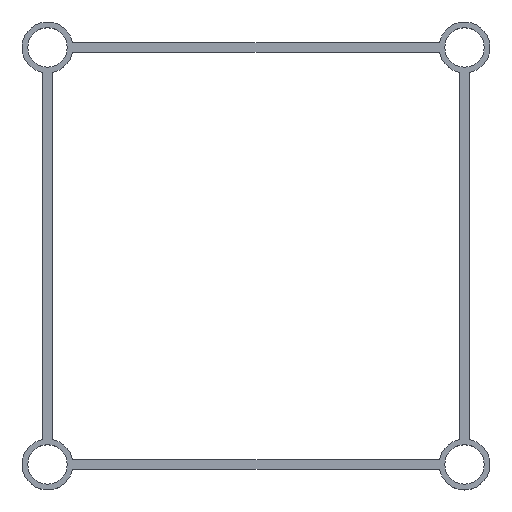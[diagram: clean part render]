
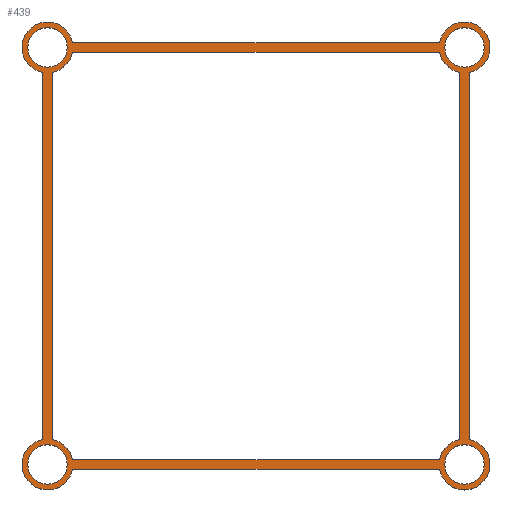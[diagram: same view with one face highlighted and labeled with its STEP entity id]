
A CAD part, top view. The second image highlights one B-rep face of the part: STEP entity #439.
In plain terms, the highlighted planar face has unit normal (0, 0, 1).
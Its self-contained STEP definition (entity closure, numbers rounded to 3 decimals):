
#33=FACE_BOUND('',#87,.T.);
#34=FACE_BOUND('',#88,.T.);
#35=FACE_BOUND('',#89,.T.);
#36=FACE_BOUND('',#90,.T.);
#37=FACE_BOUND('',#91,.T.);
#59=FACE_OUTER_BOUND('',#86,.T.);
#86=EDGE_LOOP('',(#388,#389,#390,#391,#392,#393,#394,#395));
#87=EDGE_LOOP('',(#396));
#88=EDGE_LOOP('',(#397));
#89=EDGE_LOOP('',(#398));
#90=EDGE_LOOP('',(#399));
#91=EDGE_LOOP('',(#400,#401,#402,#403,#404,#405,#406,#407));
#104=CIRCLE('',#456,4.25);
#105=CIRCLE('',#458,4.25);
#106=CIRCLE('',#460,4.25);
#107=CIRCLE('',#462,4.25);
#108=CIRCLE('',#464,5.5);
#109=CIRCLE('',#467,5.5);
#110=CIRCLE('',#470,5.5);
#111=CIRCLE('',#473,5.5);
#112=CIRCLE('',#476,5.5);
#113=CIRCLE('',#479,5.5);
#114=CIRCLE('',#482,5.5);
#115=CIRCLE('',#485,5.5);
#130=LINE('',#684,#166);
#133=LINE('',#692,#169);
#136=LINE('',#700,#172);
#139=LINE('',#707,#175);
#142=LINE('',#716,#178);
#145=LINE('',#724,#181);
#148=LINE('',#732,#184);
#151=LINE('',#739,#187);
#166=VECTOR('',#552,10.);
#169=VECTOR('',#561,10.);
#172=VECTOR('',#570,10.);
#175=VECTOR('',#579,10.);
#178=VECTOR('',#588,10.);
#181=VECTOR('',#597,10.);
#184=VECTOR('',#606,10.);
#187=VECTOR('',#615,10.);
#208=VERTEX_POINT('',#661);
#209=VERTEX_POINT('',#665);
#210=VERTEX_POINT('',#669);
#211=VERTEX_POINT('',#673);
#212=VERTEX_POINT('',#677);
#213=VERTEX_POINT('',#679);
#214=VERTEX_POINT('',#683);
#215=VERTEX_POINT('',#687);
#216=VERTEX_POINT('',#691);
#217=VERTEX_POINT('',#695);
#218=VERTEX_POINT('',#699);
#219=VERTEX_POINT('',#703);
#220=VERTEX_POINT('',#709);
#221=VERTEX_POINT('',#711);
#222=VERTEX_POINT('',#715);
#223=VERTEX_POINT('',#719);
#224=VERTEX_POINT('',#723);
#225=VERTEX_POINT('',#727);
#226=VERTEX_POINT('',#731);
#227=VERTEX_POINT('',#735);
#249=EDGE_CURVE('',#208,#208,#104,.T.);
#251=EDGE_CURVE('',#209,#209,#105,.T.);
#253=EDGE_CURVE('',#210,#210,#106,.T.);
#255=EDGE_CURVE('',#211,#211,#107,.T.);
#257=EDGE_CURVE('',#213,#212,#108,.T.);
#259=EDGE_CURVE('',#214,#213,#130,.T.);
#261=EDGE_CURVE('',#215,#214,#109,.T.);
#263=EDGE_CURVE('',#216,#215,#133,.T.);
#265=EDGE_CURVE('',#217,#216,#110,.T.);
#267=EDGE_CURVE('',#218,#217,#136,.T.);
#269=EDGE_CURVE('',#219,#218,#111,.T.);
#271=EDGE_CURVE('',#212,#219,#139,.T.);
#273=EDGE_CURVE('',#221,#220,#112,.T.);
#275=EDGE_CURVE('',#222,#221,#142,.T.);
#277=EDGE_CURVE('',#223,#222,#113,.T.);
#279=EDGE_CURVE('',#224,#223,#145,.T.);
#281=EDGE_CURVE('',#225,#224,#114,.T.);
#283=EDGE_CURVE('',#226,#225,#148,.T.);
#285=EDGE_CURVE('',#227,#226,#115,.T.);
#287=EDGE_CURVE('',#220,#227,#151,.T.);
#388=ORIENTED_EDGE('',*,*,#287,.T.);
#389=ORIENTED_EDGE('',*,*,#285,.T.);
#390=ORIENTED_EDGE('',*,*,#283,.T.);
#391=ORIENTED_EDGE('',*,*,#281,.T.);
#392=ORIENTED_EDGE('',*,*,#279,.T.);
#393=ORIENTED_EDGE('',*,*,#277,.T.);
#394=ORIENTED_EDGE('',*,*,#275,.T.);
#395=ORIENTED_EDGE('',*,*,#273,.T.);
#396=ORIENTED_EDGE('',*,*,#249,.T.);
#397=ORIENTED_EDGE('',*,*,#251,.T.);
#398=ORIENTED_EDGE('',*,*,#253,.T.);
#399=ORIENTED_EDGE('',*,*,#255,.T.);
#400=ORIENTED_EDGE('',*,*,#271,.T.);
#401=ORIENTED_EDGE('',*,*,#269,.T.);
#402=ORIENTED_EDGE('',*,*,#267,.T.);
#403=ORIENTED_EDGE('',*,*,#265,.T.);
#404=ORIENTED_EDGE('',*,*,#263,.T.);
#405=ORIENTED_EDGE('',*,*,#261,.T.);
#406=ORIENTED_EDGE('',*,*,#259,.T.);
#407=ORIENTED_EDGE('',*,*,#257,.T.);
#417=PLANE('',#487);
#439=ADVANCED_FACE('',(#59,#33,#34,#35,#36,#37),#417,.T.);
#456=AXIS2_PLACEMENT_3D('',#663,#527,#528);
#458=AXIS2_PLACEMENT_3D('',#667,#532,#533);
#460=AXIS2_PLACEMENT_3D('',#671,#537,#538);
#462=AXIS2_PLACEMENT_3D('',#675,#542,#543);
#464=AXIS2_PLACEMENT_3D('',#680,#547,#548);
#467=AXIS2_PLACEMENT_3D('',#688,#556,#557);
#470=AXIS2_PLACEMENT_3D('',#696,#565,#566);
#473=AXIS2_PLACEMENT_3D('',#704,#574,#575);
#476=AXIS2_PLACEMENT_3D('',#712,#583,#584);
#479=AXIS2_PLACEMENT_3D('',#720,#592,#593);
#482=AXIS2_PLACEMENT_3D('',#728,#601,#602);
#485=AXIS2_PLACEMENT_3D('',#736,#610,#611);
#487=AXIS2_PLACEMENT_3D('',#740,#616,#617);
#527=DIRECTION('center_axis',(0.,0.,-1.));
#528=DIRECTION('ref_axis',(1.,0.,0.));
#532=DIRECTION('center_axis',(0.,0.,-1.));
#533=DIRECTION('ref_axis',(1.,0.,0.));
#537=DIRECTION('center_axis',(0.,0.,-1.));
#538=DIRECTION('ref_axis',(1.,0.,0.));
#542=DIRECTION('center_axis',(0.,0.,-1.));
#543=DIRECTION('ref_axis',(1.,0.,0.));
#547=DIRECTION('center_axis',(0.,0.,1.));
#548=DIRECTION('ref_axis',(1.,0.,0.));
#552=DIRECTION('',(0.,1.,0.));
#556=DIRECTION('center_axis',(0.,0.,1.));
#557=DIRECTION('ref_axis',(1.,0.,0.));
#561=DIRECTION('',(-1.,0.,0.));
#565=DIRECTION('center_axis',(0.,0.,1.));
#566=DIRECTION('ref_axis',(1.,0.,0.));
#570=DIRECTION('',(0.,-1.,0.));
#574=DIRECTION('center_axis',(0.,0.,1.));
#575=DIRECTION('ref_axis',(1.,0.,0.));
#579=DIRECTION('',(1.,0.,0.));
#583=DIRECTION('center_axis',(0.,0.,1.));
#584=DIRECTION('ref_axis',(1.,0.,0.));
#588=DIRECTION('',(0.,1.,0.));
#592=DIRECTION('center_axis',(0.,0.,1.));
#593=DIRECTION('ref_axis',(1.,0.,0.));
#597=DIRECTION('',(1.,0.,0.));
#601=DIRECTION('center_axis',(0.,0.,1.));
#602=DIRECTION('ref_axis',(1.,0.,0.));
#606=DIRECTION('',(0.,-1.,0.));
#610=DIRECTION('center_axis',(0.,0.,1.));
#611=DIRECTION('ref_axis',(1.,0.,0.));
#615=DIRECTION('',(-1.,0.,0.));
#616=DIRECTION('center_axis',(0.,0.,1.));
#617=DIRECTION('ref_axis',(1.,0.,0.));
#661=CARTESIAN_POINT('',(40.75,-45.,0.));
#663=CARTESIAN_POINT('Origin',(45.,-45.,0.));
#665=CARTESIAN_POINT('',(40.75,45.,0.));
#667=CARTESIAN_POINT('Origin',(45.,45.,0.));
#669=CARTESIAN_POINT('',(-49.25,-45.,0.));
#671=CARTESIAN_POINT('Origin',(-45.,-45.,0.));
#673=CARTESIAN_POINT('',(-49.25,45.,0.));
#675=CARTESIAN_POINT('Origin',(-45.,45.,0.));
#677=CARTESIAN_POINT('',(-39.592,44.,0.));
#679=CARTESIAN_POINT('',(-44.,39.592,0.));
#680=CARTESIAN_POINT('Origin',(-45.,45.,0.));
#683=CARTESIAN_POINT('',(-44.,-39.592,0.));
#684=CARTESIAN_POINT('',(-44.,-44.,0.));
#687=CARTESIAN_POINT('',(-39.592,-44.,0.));
#688=CARTESIAN_POINT('Origin',(-45.,-45.,0.));
#691=CARTESIAN_POINT('',(39.592,-44.,0.));
#692=CARTESIAN_POINT('',(44.,-44.,0.));
#695=CARTESIAN_POINT('',(44.,-39.592,0.));
#696=CARTESIAN_POINT('Origin',(45.,-45.,0.));
#699=CARTESIAN_POINT('',(44.,39.592,0.));
#700=CARTESIAN_POINT('',(44.,44.,0.));
#703=CARTESIAN_POINT('',(39.592,44.,0.));
#704=CARTESIAN_POINT('Origin',(45.,45.,0.));
#707=CARTESIAN_POINT('',(-44.,44.,0.));
#709=CARTESIAN_POINT('',(39.592,46.,0.));
#711=CARTESIAN_POINT('',(46.,39.592,0.));
#712=CARTESIAN_POINT('Origin',(45.,45.,0.));
#715=CARTESIAN_POINT('',(46.,-39.592,0.));
#716=CARTESIAN_POINT('',(46.,46.,0.));
#719=CARTESIAN_POINT('',(39.592,-46.,0.));
#720=CARTESIAN_POINT('Origin',(45.,-45.,0.));
#723=CARTESIAN_POINT('',(-39.592,-46.,0.));
#724=CARTESIAN_POINT('',(46.,-46.,0.));
#727=CARTESIAN_POINT('',(-46.,-39.592,0.));
#728=CARTESIAN_POINT('Origin',(-45.,-45.,0.));
#731=CARTESIAN_POINT('',(-46.,39.592,0.));
#732=CARTESIAN_POINT('',(-46.,-46.,0.));
#735=CARTESIAN_POINT('',(-39.592,46.,0.));
#736=CARTESIAN_POINT('Origin',(-45.,45.,0.));
#739=CARTESIAN_POINT('',(-46.,46.,0.));
#740=CARTESIAN_POINT('Origin',(45.,45.,0.));
